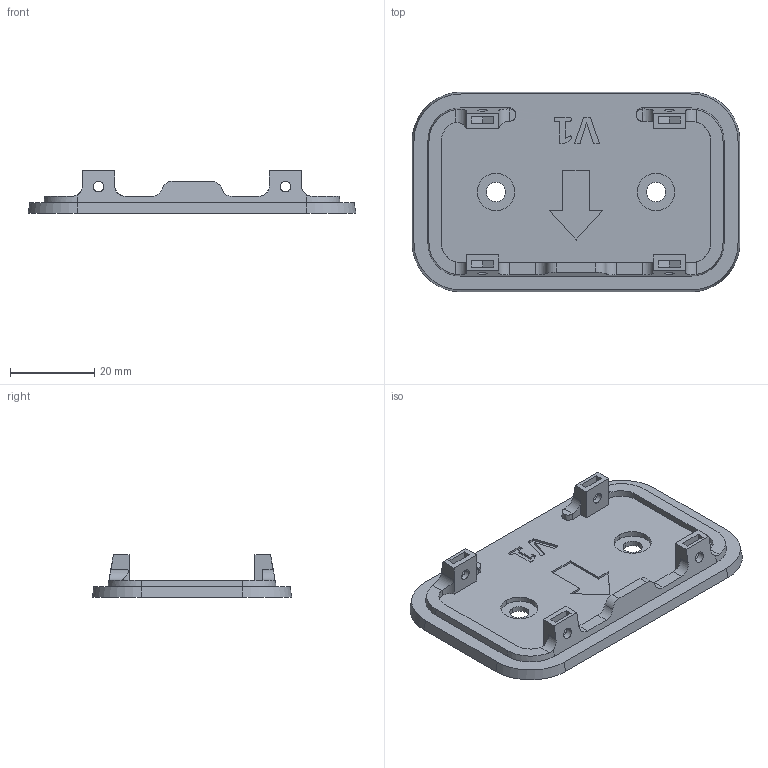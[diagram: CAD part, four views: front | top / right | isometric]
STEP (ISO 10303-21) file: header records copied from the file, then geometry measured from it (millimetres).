
FILE_DESCRIPTION (( 'STEP AP214' ), '1' );
FILE_NAME ('Back - ESP32 Wall Display.STEP', '2023-03-12T04:27:30', ( '' ), ( '' ), 'SwSTEP 2.0', 'SolidWorks 2019', '' );
FILE_SCHEMA (( 'AUTOMOTIVE_DESIGN' ));
Length unit declared in the file: inch
Products named in the file (1): Back - ESP32 Wall Display
Bounding box: 78.02 x 47.54 x 10.16 mm (x, y, z)
Volume: 10277.7 mm3; surface area: 9240.1 mm2
Topology: 1 solids, 1 shells, 157 faces, 433 edges, 288 vertices
Faces by surface type: plane 90, cylinder 43, bspline 16, cone 8
Entity records: 5950 total; most frequent: CARTESIAN_POINT 1981, ORIENTED_EDGE 866, DIRECTION 730, EDGE_CURVE 433, VERTEX_POINT 288, VECTOR 288, LINE 288, AXIS2_PLACEMENT_3D 221
